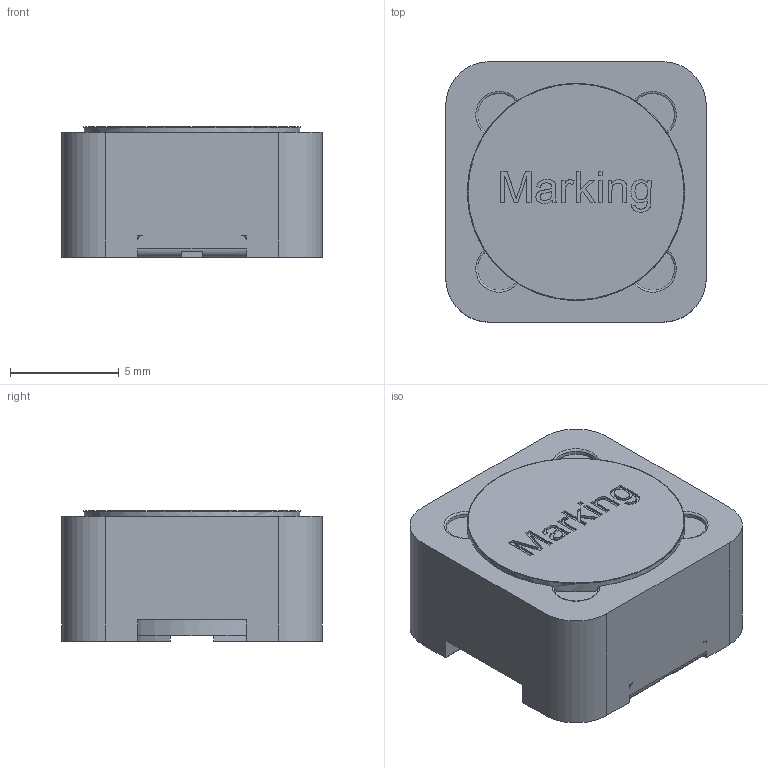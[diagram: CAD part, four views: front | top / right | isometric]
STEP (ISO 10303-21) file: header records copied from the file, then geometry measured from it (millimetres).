
FILE_DESCRIPTION(('FreeCAD Model'),'2;1');
FILE_NAME('Fusion.step','2017-01-18T15:43:01',( 'kicad StepUp'),('ksu MCAD'),'Open CASCADE STEP processor 6.8', 'FreeCAD','Unknown');
FILE_SCHEMA(('AUTOMOTIVE_DESIGN_CC2 { 1 2 10303 214 -1 1 5 4 }'));
Length unit declared in the file: millimetre
Products named in the file (1): Fusion
Bounding box: 12 x 12 x 6 mm (x, y, z)
Volume: 724.4 mm3; surface area: 924.6 mm2
Topology: 1 solids, 1 shells, 207 faces, 584 edges, 381 vertices
Faces by surface type: plane 126, cylinder 60, extrusion 16, torus 5
Full cylindrical faces by diameter (mm): 0.98 x1, 1 x1, 9.5 x1, 10 x1
Entity records: 9093 total; most frequent: CARTESIAN_POINT 2420, ORIENTED_EDGE 1168, DIRECTION 971, EDGE_CURVE 584, VERTEX_POINT 381, AXIS2_PLACEMENT_3D 333, VECTOR 305, LINE 289
